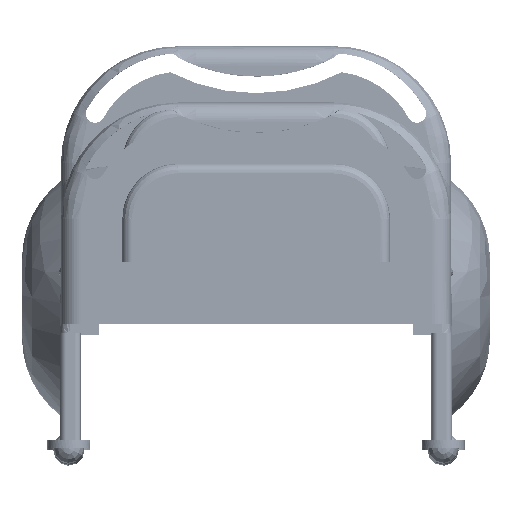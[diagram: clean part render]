
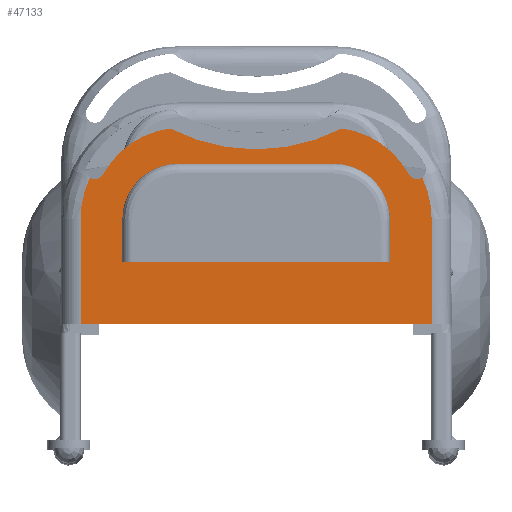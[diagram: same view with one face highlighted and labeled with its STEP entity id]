
A CAD part, top view. The second image highlights one B-rep face of the part: STEP entity #47133.
In plain terms, the highlighted free-form (B-spline) face has degree [1, 1] with [2, 2] control points.
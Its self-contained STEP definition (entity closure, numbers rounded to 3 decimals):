
#46208 = VERTEX_POINT('',#46209);
#46209 = CARTESIAN_POINT('',(577.92,170.251,
    2181.431));
#46225 = VERTEX_POINT('',#46226);
#46226 = CARTESIAN_POINT('',(577.92,513.278,
    2181.431));
#46232 = EDGE_CURVE('',#46225,#46208,#46233,.T.);
#46233 = B_SPLINE_CURVE_WITH_KNOTS('',1,(#46234,#46235),.UNSPECIFIED.,
  .F.,.F.,(2,2),(-125.492,141.831),
  .PIECEWISE_BEZIER_KNOTS.);
#46234 = CARTESIAN_POINT('',(577.92,513.278,
    2181.431));
#46235 = CARTESIAN_POINT('',(577.92,170.251,
    2181.431));
#46250 = VERTEX_POINT('',#46251);
#46251 = CARTESIAN_POINT('',(546.55,651.635,
    2181.431));
#46257 = EDGE_CURVE('',#46250,#46225,#46258,.T.);
#46258 = ( BOUNDED_CURVE() B_SPLINE_CURVE(2,(#46259,#46260,#46261),
.UNSPECIFIED.,.F.,.F.) B_SPLINE_CURVE_WITH_KNOTS((3,3),(0.339,
0.785),.PIECEWISE_BEZIER_KNOTS.) CURVE() 
GEOMETRIC_REPRESENTATION_ITEM() RATIONAL_B_SPLINE_CURVE((1.,
0.975,1.)) REPRESENTATION_ITEM('') );
#46259 = CARTESIAN_POINT('',(546.55,651.635,
    2181.431));
#46260 = CARTESIAN_POINT('',(577.92,586.012,
    2181.431));
#46261 = CARTESIAN_POINT('',(577.92,513.278,
    2181.431));
#46475 = VERTEX_POINT('',#46476);
#46476 = CARTESIAN_POINT('',(-546.186,651.389,
    2181.431));
#46493 = VERTEX_POINT('',#46494);
#46494 = CARTESIAN_POINT('',(-577.438,513.278,
    2181.431));
#46500 = EDGE_CURVE('',#46493,#46475,#46501,.T.);
#46501 = ( BOUNDED_CURVE() B_SPLINE_CURVE(2,(#46502,#46503,#46504),
.UNSPECIFIED.,.F.,.F.) B_SPLINE_CURVE_WITH_KNOTS((3,3),(5.498,
5.943),.PIECEWISE_BEZIER_KNOTS.) CURVE() 
GEOMETRIC_REPRESENTATION_ITEM() RATIONAL_B_SPLINE_CURVE((1.,
0.975,1.)) REPRESENTATION_ITEM('') );
#46502 = CARTESIAN_POINT('',(-577.438,513.278,
    2181.431));
#46503 = CARTESIAN_POINT('',(-577.438,585.869,
    2181.431));
#46504 = CARTESIAN_POINT('',(-546.186,651.389,
    2181.431));
#46522 = VERTEX_POINT('',#46523);
#46523 = CARTESIAN_POINT('',(-577.438,170.251,
    2181.431));
#46529 = EDGE_CURVE('',#46522,#46493,#46530,.T.);
#46530 = B_SPLINE_CURVE_WITH_KNOTS('',1,(#46531,#46532),.UNSPECIFIED.,
  .F.,.F.,(2,2),(-275.492,-8.169),
  .PIECEWISE_BEZIER_KNOTS.);
#46531 = CARTESIAN_POINT('',(-577.438,170.251,
    2181.431));
#46532 = CARTESIAN_POINT('',(-577.438,513.278,
    2181.431));
#46777 = VERTEX_POINT('',#46778);
#46778 = CARTESIAN_POINT('',(-502.622,662.085,
    2181.431));
#46783 = EDGE_CURVE('',#46777,#46475,#46784,.T.);
#46784 = ( BOUNDED_CURVE() B_SPLINE_CURVE(2,(#46785,#46786,#46787),
.UNSPECIFIED.,.F.,.F.) B_SPLINE_CURVE_WITH_KNOTS((3,3),(3.142,
4.795),.PIECEWISE_BEZIER_KNOTS.) CURVE() 
GEOMETRIC_REPRESENTATION_ITEM() RATIONAL_B_SPLINE_CURVE((1.,
0.677,1.)) REPRESENTATION_ITEM('') );
#46785 = CARTESIAN_POINT('',(-502.622,662.085,
    2181.431));
#46786 = CARTESIAN_POINT('',(-518.595,633.08,
    2181.431));
#46787 = CARTESIAN_POINT('',(-546.186,651.389,
    2181.431));
#46824 = VERTEX_POINT('',#46825);
#46825 = CARTESIAN_POINT('',(257.121,696.659,
    2181.431));
#46830 = EDGE_CURVE('',#46831,#46824,#46833,.T.);
#46831 = VERTEX_POINT('',#46832);
#46832 = CARTESIAN_POINT('',(-256.639,696.659,
    2181.431));
#46833 = B_SPLINE_CURVE_WITH_KNOTS('',1,(#46834,#46835),.UNSPECIFIED.,
  .F.,.F.,(2,2),(0.,400.376),.PIECEWISE_BEZIER_KNOTS.);
#46834 = CARTESIAN_POINT('',(-256.639,696.659,
    2181.431));
#46835 = CARTESIAN_POINT('',(257.121,696.659,
    2181.431));
#46853 = VERTEX_POINT('',#46854);
#46854 = CARTESIAN_POINT('',(-440.02,513.278,
    2181.431));
#46859 = EDGE_CURVE('',#46853,#46831,#46860,.T.);
#46860 = ( BOUNDED_CURVE() B_SPLINE_CURVE(2,(#46861,#46862,#46863),
.UNSPECIFIED.,.F.,.F.) B_SPLINE_CURVE_WITH_KNOTS((3,3),(4.712,
6.283),.PIECEWISE_BEZIER_KNOTS.) CURVE() 
GEOMETRIC_REPRESENTATION_ITEM() RATIONAL_B_SPLINE_CURVE((1.,
0.707,1.)) REPRESENTATION_ITEM('') );
#46861 = CARTESIAN_POINT('',(-440.02,513.278,
    2181.431));
#46862 = CARTESIAN_POINT('',(-440.02,696.659,
    2181.431));
#46863 = CARTESIAN_POINT('',(-256.639,696.659,
    2181.431));
#46890 = EDGE_CURVE('',#46891,#46853,#46893,.T.);
#46891 = VERTEX_POINT('',#46892);
#46892 = CARTESIAN_POINT('',(-440.02,371.829,
    2181.431));
#46893 = B_SPLINE_CURVE_WITH_KNOTS('',1,(#46894,#46895),.UNSPECIFIED.,
  .F.,.F.,(2,2),(0.,110.232),.PIECEWISE_BEZIER_KNOTS.);
#46894 = CARTESIAN_POINT('',(-440.02,371.829,
    2181.431));
#46895 = CARTESIAN_POINT('',(-440.02,513.278,
    2181.431));
#46918 = EDGE_CURVE('',#46919,#46891,#46921,.T.);
#46919 = VERTEX_POINT('',#46920);
#46920 = CARTESIAN_POINT('',(440.502,371.829,
    2181.431));
#46921 = B_SPLINE_CURVE_WITH_KNOTS('',1,(#46922,#46923),.UNSPECIFIED.,
  .F.,.F.,(2,2),(0.,686.194),.PIECEWISE_BEZIER_KNOTS.);
#46922 = CARTESIAN_POINT('',(440.502,371.829,
    2181.431));
#46923 = CARTESIAN_POINT('',(-440.02,371.829,
    2181.431));
#46946 = EDGE_CURVE('',#46947,#46919,#46949,.T.);
#46947 = VERTEX_POINT('',#46948);
#46948 = CARTESIAN_POINT('',(440.502,513.278,
    2181.431));
#46949 = B_SPLINE_CURVE_WITH_KNOTS('',1,(#46950,#46951),.UNSPECIFIED.,
  .F.,.F.,(2,2),(0.,110.232),.PIECEWISE_BEZIER_KNOTS.);
#46950 = CARTESIAN_POINT('',(440.502,513.278,
    2181.431));
#46951 = CARTESIAN_POINT('',(440.502,371.829,
    2181.431));
#46967 = EDGE_CURVE('',#46824,#46947,#46968,.T.);
#46968 = ( BOUNDED_CURVE() B_SPLINE_CURVE(2,(#46969,#46970,#46971),
.UNSPECIFIED.,.F.,.F.) B_SPLINE_CURVE_WITH_KNOTS((3,3),(4.712,
6.283),.PIECEWISE_BEZIER_KNOTS.) CURVE() 
GEOMETRIC_REPRESENTATION_ITEM() RATIONAL_B_SPLINE_CURVE((1.,
0.707,1.)) REPRESENTATION_ITEM('') );
#46969 = CARTESIAN_POINT('',(257.121,696.659,
    2181.431));
#46970 = CARTESIAN_POINT('',(440.502,696.659,
    2181.431));
#46971 = CARTESIAN_POINT('',(440.502,513.278,
    2181.431));
#46999 = EDGE_CURVE('',#47000,#46777,#47002,.T.);
#47000 = VERTEX_POINT('',#47001);
#47001 = CARTESIAN_POINT('',(-282.61,812.732,
    2181.431));
#47002 = ( BOUNDED_CURVE() B_SPLINE_CURVE(2,(#47003,#47004,#47005),
.UNSPECIFIED.,.F.,.F.) B_SPLINE_CURVE_WITH_KNOTS((3,3),(
0.014,0.948),.PIECEWISE_BEZIER_KNOTS.) CURVE() 
GEOMETRIC_REPRESENTATION_ITEM() RATIONAL_B_SPLINE_CURVE((1.,
0.893,1.)) REPRESENTATION_ITEM('') );
#47003 = CARTESIAN_POINT('',(-282.61,812.732,
    2181.431));
#47004 = CARTESIAN_POINT('',(-430.593,792.871,
    2181.431));
#47005 = CARTESIAN_POINT('',(-502.622,662.085,
    2181.431));
#47025 = VERTEX_POINT('',#47026);
#47026 = CARTESIAN_POINT('',(282.61,812.732,
    2181.431));
#47031 = EDGE_CURVE('',#47025,#47000,#47032,.T.);
#47032 = ( BOUNDED_CURVE() B_SPLINE_CURVE(2,(#47033,#47034,#47035),
.UNSPECIFIED.,.F.,.F.) B_SPLINE_CURVE_WITH_KNOTS((3,3),(5.303,
6.26),.PIECEWISE_BEZIER_KNOTS.) CURVE() 
GEOMETRIC_REPRESENTATION_ITEM() RATIONAL_B_SPLINE_CURVE((1.,
0.888,1.)) REPRESENTATION_ITEM('') );
#47033 = CARTESIAN_POINT('',(282.61,812.732,
    2181.431));
#47034 = CARTESIAN_POINT('',(0.,666.137,
    2181.431));
#47035 = CARTESIAN_POINT('',(-282.61,812.732,
    2181.431));
#47063 = EDGE_CURVE('',#47064,#47025,#47066,.T.);
#47064 = VERTEX_POINT('',#47065);
#47065 = CARTESIAN_POINT('',(502.622,662.085,
    2181.431));
#47066 = ( BOUNDED_CURVE() B_SPLINE_CURVE(2,(#47067,#47068,#47069),
.UNSPECIFIED.,.F.,.F.) B_SPLINE_CURVE_WITH_KNOTS((3,3),(0.,
0.934),.PIECEWISE_BEZIER_KNOTS.) CURVE() 
GEOMETRIC_REPRESENTATION_ITEM() RATIONAL_B_SPLINE_CURVE((1.,
0.893,1.)) REPRESENTATION_ITEM('') );
#47067 = CARTESIAN_POINT('',(502.622,662.085,
    2181.431));
#47068 = CARTESIAN_POINT('',(430.593,792.871,
    2181.431));
#47069 = CARTESIAN_POINT('',(282.61,812.732,
    2181.431));
#47086 = EDGE_CURVE('',#46250,#47064,#47087,.T.);
#47087 = ( BOUNDED_CURVE() B_SPLINE_CURVE(2,(#47088,#47089,#47090),
.UNSPECIFIED.,.F.,.F.) B_SPLINE_CURVE_WITH_KNOTS((3,3),(4.615,
6.283),.PIECEWISE_BEZIER_KNOTS.) CURVE() 
GEOMETRIC_REPRESENTATION_ITEM() RATIONAL_B_SPLINE_CURVE((1.,
0.672,1.)) REPRESENTATION_ITEM('') );
#47088 = CARTESIAN_POINT('',(546.55,651.635,
    2181.431));
#47089 = CARTESIAN_POINT('',(518.828,632.657,
    2181.431));
#47090 = CARTESIAN_POINT('',(502.622,662.085,
    2181.431));
#47118 = EDGE_CURVE('',#46522,#46208,#47119,.T.);
#47119 = B_SPLINE_CURVE_WITH_KNOTS('',1,(#47120,#47121),.UNSPECIFIED.,
  .F.,.F.,(2,2),(-950.376,-50.),.PIECEWISE_BEZIER_KNOTS.);
#47120 = CARTESIAN_POINT('',(-577.438,170.251,
    2181.431));
#47121 = CARTESIAN_POINT('',(577.92,170.251,
    2181.431));
#47133 = ADVANCED_FACE('',(#47134,#47146),#47154,.T.);
#47134 = FACE_BOUND('',#47135,.T.);
#47135 = EDGE_LOOP('',(#47136,#47137,#47138,#47139,#47140,#47141,#47142,
    #47143,#47144,#47145));
#47136 = ORIENTED_EDGE('',*,*,#46257,.F.);
#47137 = ORIENTED_EDGE('',*,*,#47086,.T.);
#47138 = ORIENTED_EDGE('',*,*,#47063,.T.);
#47139 = ORIENTED_EDGE('',*,*,#47031,.T.);
#47140 = ORIENTED_EDGE('',*,*,#46999,.T.);
#47141 = ORIENTED_EDGE('',*,*,#46783,.T.);
#47142 = ORIENTED_EDGE('',*,*,#46500,.F.);
#47143 = ORIENTED_EDGE('',*,*,#46529,.F.);
#47144 = ORIENTED_EDGE('',*,*,#47118,.T.);
#47145 = ORIENTED_EDGE('',*,*,#46232,.F.);
#47146 = FACE_BOUND('',#47147,.T.);
#47147 = EDGE_LOOP('',(#47148,#47149,#47150,#47151,#47152,#47153));
#47148 = ORIENTED_EDGE('',*,*,#46967,.T.);
#47149 = ORIENTED_EDGE('',*,*,#46946,.T.);
#47150 = ORIENTED_EDGE('',*,*,#46918,.T.);
#47151 = ORIENTED_EDGE('',*,*,#46890,.T.);
#47152 = ORIENTED_EDGE('',*,*,#46859,.T.);
#47153 = ORIENTED_EDGE('',*,*,#46830,.T.);
#47154 = B_SPLINE_SURFACE_WITH_KNOTS('',1,1,(
    (#47155,#47156)
    ,(#47157,#47158
    )),.UNSPECIFIED.,.F.,.F.,.F.,(2,2),(2,2),(-450.188,
    450.188),(-283.661,217.027),
  .PIECEWISE_BEZIER_KNOTS.);
#47155 = CARTESIAN_POINT('',(-577.438,170.251,
    2181.431));
#47156 = CARTESIAN_POINT('',(-577.438,812.732,
    2181.431));
#47157 = CARTESIAN_POINT('',(577.92,170.251,
    2181.431));
#47158 = CARTESIAN_POINT('',(577.92,812.732,
    2181.431));
